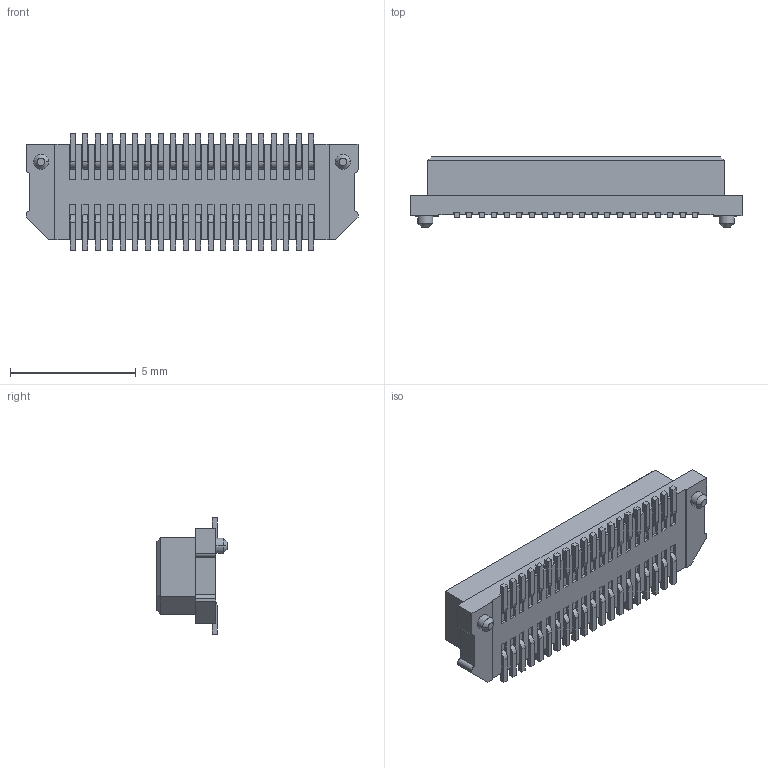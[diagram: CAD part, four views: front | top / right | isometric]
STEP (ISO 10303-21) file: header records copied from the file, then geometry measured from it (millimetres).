
FILE_DESCRIPTION((''),'2;1');
FILE_NAME('FBB05017-M_ASM','2026-01-27T17:39:37',('gongchengVV'),(''),'CREO PARAMETRIC BY PTC INC, 2020033','CREO PARAMETRIC BY PTC INC, 2020033','');
FILE_SCHEMA(('CONFIG_CONTROL_DESIGN'));
Length unit declared in the file: millimetre
Products named in the file (1): FBB05017-M_ASM
Bounding box: 13.2 x 2.8 x 4.62 mm (x, y, z)
Volume: 59 mm3; surface area: 306.5 mm2
Topology: 1 solids, 1 shells, 896 faces, 2974 edges, 1924 vertices
Faces by surface type: plane 844, cylinder 48, cone 4
Entity records: 31988 total; most frequent: ORIENTED_EDGE 5948, CARTESIAN_POINT 5794, DIRECTION 4866, EDGE_CURVE 2974, VECTOR 2874, LINE 2874, VERTEX_POINT 1924, AXIS2_PLACEMENT_3D 996
